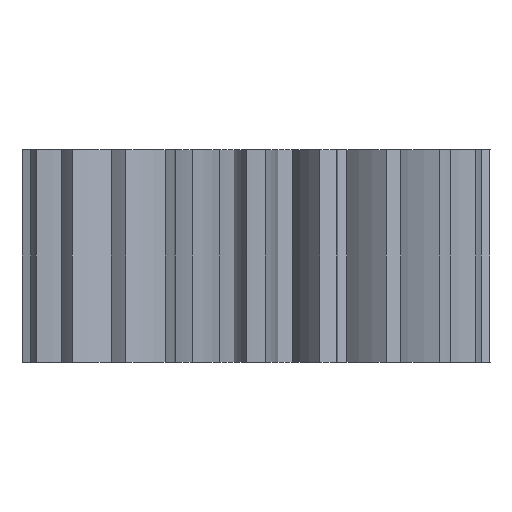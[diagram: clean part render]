
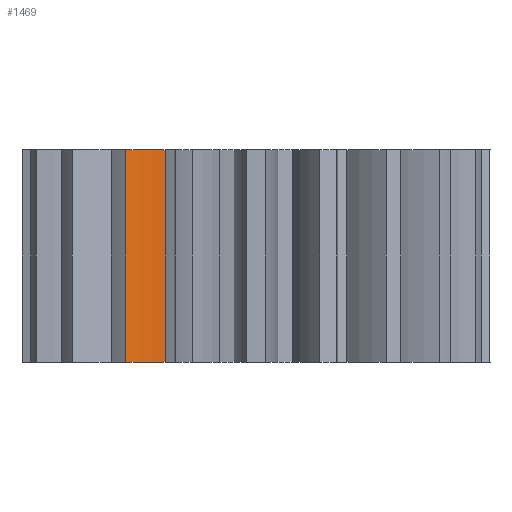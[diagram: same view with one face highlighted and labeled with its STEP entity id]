
A CAD part, left-side view. The second image highlights one B-rep face of the part: STEP entity #1469.
In plain terms, the highlighted cylindrical face has radius 16.578 mm (diameter 33.157 mm), a partial arc.
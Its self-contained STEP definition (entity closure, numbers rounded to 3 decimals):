
#25=FACE_OUTER_BOUND('',#107,.T.);
#107=EDGE_LOOP('',(#933,#934,#935,#936));
#189=LINE('',#2419,#269);
#192=LINE('',#2433,#272);
#269=VECTOR('',#1855,10.);
#272=VECTOR('',#1870,10.);
#357=CIRCLE('',#1588,16.579);
#358=CIRCLE('',#1589,16.579);
#517=VERTEX_POINT('',#2415);
#519=VERTEX_POINT('',#2418);
#523=VERTEX_POINT('',#2430);
#524=VERTEX_POINT('',#2432);
#682=EDGE_CURVE('',#519,#517,#189,.T.);
#688=EDGE_CURVE('',#523,#517,#357,.T.);
#689=EDGE_CURVE('',#524,#523,#192,.T.);
#690=EDGE_CURVE('',#519,#524,#358,.T.);
#933=ORIENTED_EDGE('',*,*,#688,.F.);
#934=ORIENTED_EDGE('',*,*,#689,.F.);
#935=ORIENTED_EDGE('',*,*,#690,.F.);
#936=ORIENTED_EDGE('',*,*,#682,.T.);
#1389=CYLINDRICAL_SURFACE('',#1587,16.579);
#1469=ADVANCED_FACE('',(#25),#1389,.T.);
#1587=AXIS2_PLACEMENT_3D('',#2429,#1866,#1867);
#1588=AXIS2_PLACEMENT_3D('',#2431,#1868,#1869);
#1589=AXIS2_PLACEMENT_3D('',#2434,#1871,#1872);
#1855=DIRECTION('',(0.,0.,1.));
#1866=DIRECTION('center_axis',(0.,0.,1.));
#1867=DIRECTION('ref_axis',(-0.673,-0.74,0.));
#1868=DIRECTION('center_axis',(0.,0.,1.));
#1869=DIRECTION('ref_axis',(-0.673,-0.74,0.));
#1870=DIRECTION('',(0.,0.,1.));
#1871=DIRECTION('center_axis',(0.,0.,-1.));
#1872=DIRECTION('ref_axis',(-0.673,-0.74,0.));
#2415=CARTESIAN_POINT('',(-15.269,8.551,20.));
#2418=CARTESIAN_POINT('',(-15.269,8.551,0.));
#2419=CARTESIAN_POINT('',(-15.269,8.551,0.));
#2429=CARTESIAN_POINT('Origin',(-4.115,20.817,0.));
#2430=CARTESIAN_POINT('',(-18.292,12.223,20.));
#2431=CARTESIAN_POINT('Origin',(-4.115,20.817,20.));
#2432=CARTESIAN_POINT('',(-18.292,12.223,0.));
#2433=CARTESIAN_POINT('',(-18.292,12.223,0.));
#2434=CARTESIAN_POINT('Origin',(-4.115,20.817,0.));
